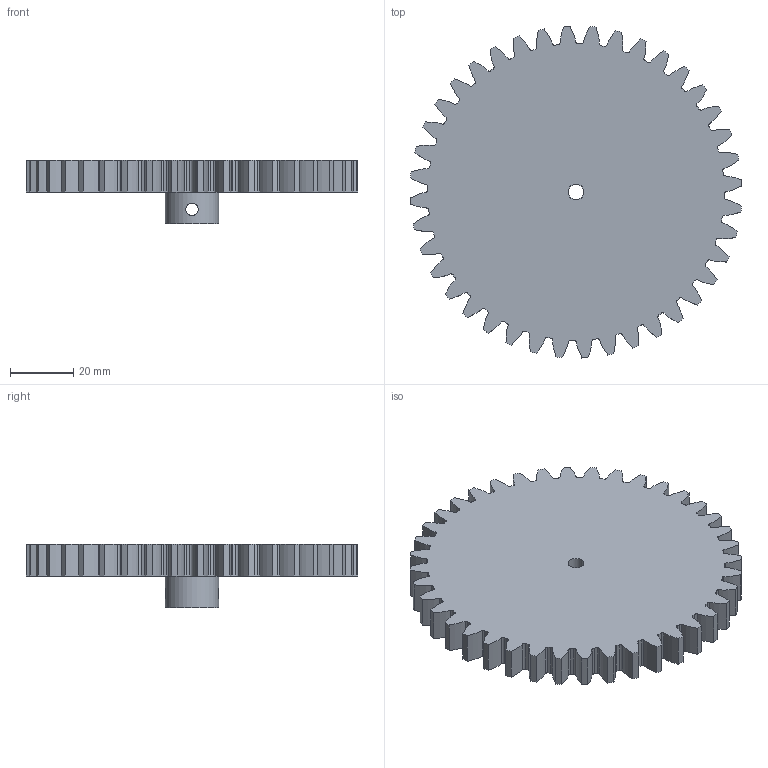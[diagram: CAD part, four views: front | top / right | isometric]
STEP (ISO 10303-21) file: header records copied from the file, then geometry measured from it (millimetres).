
FILE_DESCRIPTION(/* description */ (' '),/* implementation_level */ '2;1');
FILE_NAME(/* name */ 'kolo zebate.stp',/* time_stamp */ '2024-01-28T16:31:55+01:00',/* author */ ('micha'),/* organization */ (''),/* preprocessor_version */ 'ST-DEVELOPER v19.2',/* originating_system */ 'Autodesk Inventor 2024',/* authorisation */ '');
FILE_SCHEMA (('AUTOMOTIVE_DESIGN { 1 0 10303 214 3 1 1 }'));
Length unit declared in the file: millimetre
Products named in the file (1): model2
Bounding box: 104.93 x 104.93 x 20 mm (x, y, z)
Volume: 79647.9 mm3; surface area: 22740.7 mm2
Topology: 1 solids, 1 shells, 247 faces, 736 edges, 492 vertices
Faces by surface type: bspline 160, cylinder 84, plane 3
Full cylindrical faces by diameter (mm): 3.9 x2, 5 x1, 17 x1
Entity records: 28498 total; most frequent: CARTESIAN_POINT 23232, ORIENTED_EDGE 1472, EDGE_CURVE 736, DIRECTION 508, VERTEX_POINT 492, EDGE_LOOP 254, B_SPLINE_CURVE_WITH_KNOTS 248, FACE_OUTER_BOUND 247
